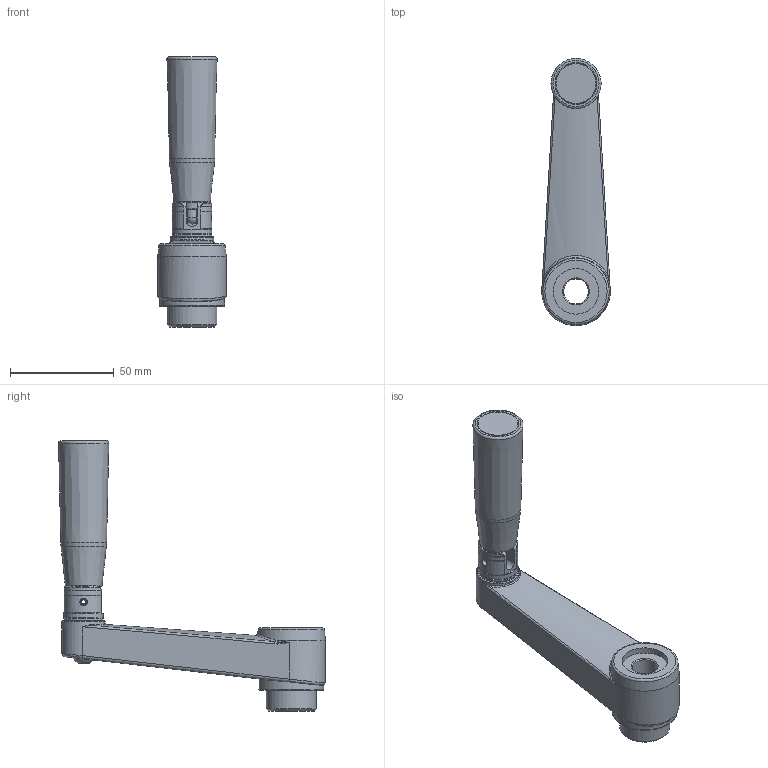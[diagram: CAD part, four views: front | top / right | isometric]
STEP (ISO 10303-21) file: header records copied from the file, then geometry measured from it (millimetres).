
FILE_DESCRIPTION( ( 'Unknown' ), '1' );
FILE_NAME( '6384340_MHP100_PGR.stp', 'Unknown', ( 'Unknown' ), ( 'Unknown' ), 'PSStep 11.0', 'Unknown', ' ' );
FILE_SCHEMA( ( 'AUTOMOTIVE_DESIGN { 1 0 10303 214 1 1 1 1 }' ) );
Length unit declared in the file: millimetre
Products named in the file (2): 1833029
Bounding box: 32.99 x 128.56 x 130.1 mm (x, y, z)
Volume: 72261.8 mm3; surface area: 36764.6 mm2
Topology: 2 solids, 5 shells, 283 faces, 734 edges, 464 vertices
Faces by surface type: plane 137, cylinder 71, bspline 29, torus 25, cone 20, sphere 1
Full cylindrical faces by diameter (mm): 3.25 x2, 3.5 x1, 6 x2, 6.1 x1, 6.4 x2, 6.5 x2, 8.2 x1, 8.31 x1, 8.77 x1, 9 x1, 9.111 x1, 10 x1, 10.7 x1, 11 x1, 12 x2, 15.421 x1, 19 x2, 19.627 x1, 19.64 x1, 19.7 x1, 19.8 x1, 21 x1, 22 x1, 24 x1, 31.33 x1
Entity records: 15620 total; most frequent: CARTESIAN_POINT 7062, ORIENTED_EDGE 1254, DIRECTION 1250, EDGE_CURVE 627, AXIS2_PLACEMENT_3D 475, VERTEX_POINT 429, EDGE_LOOP 376, FACE_OUTER_BOUND 337
